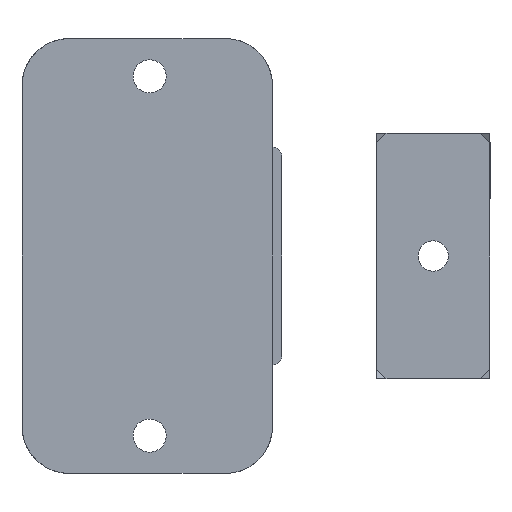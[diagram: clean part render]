
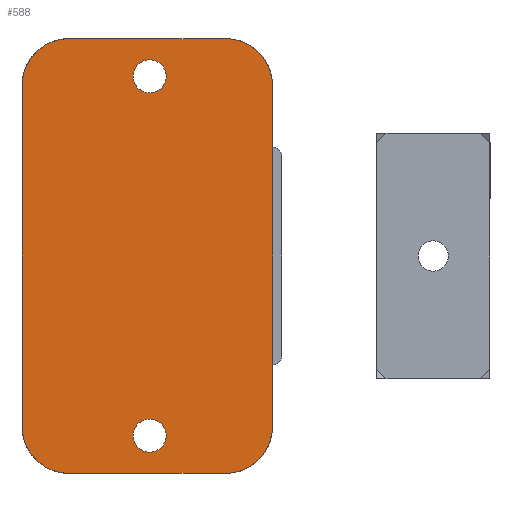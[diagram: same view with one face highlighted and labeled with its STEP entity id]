
A CAD part, front view. The second image highlights one B-rep face of the part: STEP entity #588.
In plain terms, the highlighted planar face has unit normal (0, -1, 0).
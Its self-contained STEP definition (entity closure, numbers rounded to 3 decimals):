
#1 = DIRECTION ( 'NONE',  ( 0., 1., 0. ) ) ;
#12 = PLANE ( 'NONE',  #1231 ) ;
#22 = ORIENTED_EDGE ( 'NONE', *, *, #273, .T. ) ;
#25 = EDGE_CURVE ( 'NONE', #2229, #1549, #1853, .T. ) ;
#39 = FACE_BOUND ( 'NONE', #2280, .T. ) ;
#40 = EDGE_CURVE ( 'NONE', #132, #1264, #2098, .T. ) ;
#58 = LINE ( 'NONE', #64, #2576 ) ;
#64 = CARTESIAN_POINT ( 'NONE',  ( 13., 0., 23. ) ) ;
#132 = VERTEX_POINT ( 'NONE', #1727 ) ;
#143 = EDGE_LOOP ( 'NONE', ( #1083, #2860 ) ) ;
#160 = DIRECTION ( 'NONE',  ( 0., 1., 0. ) ) ;
#218 = DIRECTION ( 'NONE',  ( 0., 1., 0. ) ) ;
#273 = EDGE_CURVE ( 'NONE', #958, #299, #432, .T. ) ;
#299 = VERTEX_POINT ( 'NONE', #912 ) ;
#307 = CARTESIAN_POINT ( 'NONE',  ( 0., 0., -20.75 ) ) ;
#362 = AXIS2_PLACEMENT_3D ( 'NONE', #2667, #1198, #2912 ) ;
#394 = EDGE_CURVE ( 'NONE', #742, #132, #757, .T. ) ;
#404 = AXIS2_PLACEMENT_3D ( 'NONE', #1762, #1524, #2012 ) ;
#414 = CARTESIAN_POINT ( 'NONE',  ( 0., 0., 20.75 ) ) ;
#421 = AXIS2_PLACEMENT_3D ( 'NONE', #871, #160, #3085 ) ;
#432 = CIRCLE ( 'NONE', #421, 1.75 ) ;
#460 = DIRECTION ( 'NONE',  ( 0., -1., 0. ) ) ;
#464 = AXIS2_PLACEMENT_3D ( 'NONE', #3125, #460, #2191 ) ;
#482 = DIRECTION ( 'NONE',  ( 0., 0., 1. ) ) ;
#491 = DIRECTION ( 'NONE',  ( 0., 0., -1. ) ) ;
#568 = EDGE_CURVE ( 'NONE', #299, #958, #1082, .T. ) ;
#588 = ADVANCED_FACE ( 'NONE', ( #39, #1405, #1677 ), #12, .F. ) ;
#591 = CIRCLE ( 'NONE', #3165, 1.75 ) ;
#608 = VERTEX_POINT ( 'NONE', #715 ) ;
#664 = ORIENTED_EDGE ( 'NONE', *, *, #25, .T. ) ;
#677 = ORIENTED_EDGE ( 'NONE', *, *, #2815, .T. ) ;
#715 = CARTESIAN_POINT ( 'NONE',  ( 13., 0., -18. ) ) ;
#742 = VERTEX_POINT ( 'NONE', #2966 ) ;
#748 = EDGE_CURVE ( 'NONE', #1774, #3009, #3138, .T. ) ;
#749 = CARTESIAN_POINT ( 'NONE',  ( 13., 0., 23. ) ) ;
#756 = DIRECTION ( 'NONE',  ( 0., 0., 1. ) ) ;
#757 = LINE ( 'NONE', #749, #1488 ) ;
#771 = CARTESIAN_POINT ( 'NONE',  ( -8.5, 0., -23. ) ) ;
#843 = EDGE_CURVE ( 'NONE', #1264, #2229, #1987, .T. ) ;
#871 = CARTESIAN_POINT ( 'NONE',  ( 0., 0., -19. ) ) ;
#895 = CARTESIAN_POINT ( 'NONE',  ( -13.5, 0., 18. ) ) ;
#912 = CARTESIAN_POINT ( 'NONE',  ( 0., 0., -17.25 ) ) ;
#922 = LINE ( 'NONE', #2610, #2398 ) ;
#958 = VERTEX_POINT ( 'NONE', #307 ) ;
#1069 = ORIENTED_EDGE ( 'NONE', *, *, #1291, .F. ) ;
#1077 = DIRECTION ( 'NONE',  ( 0., -1., 0. ) ) ;
#1082 = CIRCLE ( 'NONE', #1766, 1.75 ) ;
#1083 = ORIENTED_EDGE ( 'NONE', *, *, #748, .T. ) ;
#1129 = ORIENTED_EDGE ( 'NONE', *, *, #843, .T. ) ;
#1198 = DIRECTION ( 'NONE',  ( 0., -1., 0. ) ) ;
#1231 = AXIS2_PLACEMENT_3D ( 'NONE', #1710, #1, #482 ) ;
#1236 = DIRECTION ( 'NONE',  ( 0., 0., 1. ) ) ;
#1246 = DIRECTION ( 'NONE',  ( -1., 0., 0. ) ) ;
#1264 = VERTEX_POINT ( 'NONE', #895 ) ;
#1291 = EDGE_CURVE ( 'NONE', #1452, #1549, #922, .T. ) ;
#1313 = CARTESIAN_POINT ( 'NONE',  ( -13.5, 0., -18. ) ) ;
#1405 = FACE_BOUND ( 'NONE', #143, .T. ) ;
#1452 = VERTEX_POINT ( 'NONE', #1493 ) ;
#1488 = VECTOR ( 'NONE', #1246, 1000. ) ;
#1493 = CARTESIAN_POINT ( 'NONE',  ( 8., 0., -23. ) ) ;
#1524 = DIRECTION ( 'NONE',  ( 0., 1., 0. ) ) ;
#1549 = VERTEX_POINT ( 'NONE', #771 ) ;
#1550 = CIRCLE ( 'NONE', #362, 5. ) ;
#1588 = DIRECTION ( 'NONE',  ( 0., 0., 1. ) ) ;
#1632 = AXIS2_PLACEMENT_3D ( 'NONE', #1717, #2462, #1961 ) ;
#1639 = CARTESIAN_POINT ( 'NONE',  ( 0., 0., 17.25 ) ) ;
#1677 = FACE_OUTER_BOUND ( 'NONE', #2983, .T. ) ;
#1710 = CARTESIAN_POINT ( 'NONE',  ( 13., 0., 23. ) ) ;
#1717 = CARTESIAN_POINT ( 'NONE',  ( -8.5, 0., 18. ) ) ;
#1727 = CARTESIAN_POINT ( 'NONE',  ( -8.5, 0., 23. ) ) ;
#1762 = CARTESIAN_POINT ( 'NONE',  ( 0., 0., 19. ) ) ;
#1766 = AXIS2_PLACEMENT_3D ( 'NONE', #2692, #218, #756 ) ;
#1770 = CARTESIAN_POINT ( 'NONE',  ( 0., 0., 19. ) ) ;
#1774 = VERTEX_POINT ( 'NONE', #414 ) ;
#1789 = DIRECTION ( 'NONE',  ( 0., 0., -1. ) ) ;
#1853 = CIRCLE ( 'NONE', #464, 5. ) ;
#1957 = EDGE_CURVE ( 'NONE', #2152, #742, #1550, .T. ) ;
#1961 = DIRECTION ( 'NONE',  ( 0., 0., 1. ) ) ;
#1987 = LINE ( 'NONE', #2410, #2744 ) ;
#2012 = DIRECTION ( 'NONE',  ( 0., 0., 1. ) ) ;
#2066 = EDGE_CURVE ( 'NONE', #3009, #1774, #591, .T. ) ;
#2084 = ORIENTED_EDGE ( 'NONE', *, *, #394, .T. ) ;
#2088 = ORIENTED_EDGE ( 'NONE', *, *, #2338, .F. ) ;
#2098 = CIRCLE ( 'NONE', #1632, 5. ) ;
#2119 = ORIENTED_EDGE ( 'NONE', *, *, #568, .T. ) ;
#2152 = VERTEX_POINT ( 'NONE', #3002 ) ;
#2154 = CIRCLE ( 'NONE', #2554, 5. ) ;
#2191 = DIRECTION ( 'NONE',  ( 0., 0., 1. ) ) ;
#2229 = VERTEX_POINT ( 'NONE', #1313 ) ;
#2243 = ORIENTED_EDGE ( 'NONE', *, *, #1957, .T. ) ;
#2280 = EDGE_LOOP ( 'NONE', ( #2119, #22 ) ) ;
#2328 = CARTESIAN_POINT ( 'NONE',  ( 8., 0., -18. ) ) ;
#2338 = EDGE_CURVE ( 'NONE', #2152, #608, #58, .T. ) ;
#2398 = VECTOR ( 'NONE', #2625, 1000. ) ;
#2410 = CARTESIAN_POINT ( 'NONE',  ( -13.5, 0., 23. ) ) ;
#2462 = DIRECTION ( 'NONE',  ( 0., -1., 0. ) ) ;
#2554 = AXIS2_PLACEMENT_3D ( 'NONE', #2328, #1077, #1588 ) ;
#2576 = VECTOR ( 'NONE', #1789, 1000. ) ;
#2610 = CARTESIAN_POINT ( 'NONE',  ( 13., 0., -23. ) ) ;
#2625 = DIRECTION ( 'NONE',  ( -1., 0., 0. ) ) ;
#2667 = CARTESIAN_POINT ( 'NONE',  ( 8., 0., 18. ) ) ;
#2692 = CARTESIAN_POINT ( 'NONE',  ( 0., 0., -19. ) ) ;
#2744 = VECTOR ( 'NONE', #491, 1000. ) ;
#2802 = ORIENTED_EDGE ( 'NONE', *, *, #40, .T. ) ;
#2815 = EDGE_CURVE ( 'NONE', #1452, #608, #2154, .T. ) ;
#2860 = ORIENTED_EDGE ( 'NONE', *, *, #2066, .T. ) ;
#2912 = DIRECTION ( 'NONE',  ( 0., 0., 1. ) ) ;
#2966 = CARTESIAN_POINT ( 'NONE',  ( 8., 0., 23. ) ) ;
#2983 = EDGE_LOOP ( 'NONE', ( #2088, #2243, #2084, #2802, #1129, #664, #1069, #677 ) ) ;
#2984 = DIRECTION ( 'NONE',  ( 0., 1., 0. ) ) ;
#3002 = CARTESIAN_POINT ( 'NONE',  ( 13., 0., 18. ) ) ;
#3009 = VERTEX_POINT ( 'NONE', #1639 ) ;
#3085 = DIRECTION ( 'NONE',  ( 0., 0., 1. ) ) ;
#3125 = CARTESIAN_POINT ( 'NONE',  ( -8.5, 0., -18. ) ) ;
#3138 = CIRCLE ( 'NONE', #404, 1.75 ) ;
#3165 = AXIS2_PLACEMENT_3D ( 'NONE', #1770, #2984, #1236 ) ;
